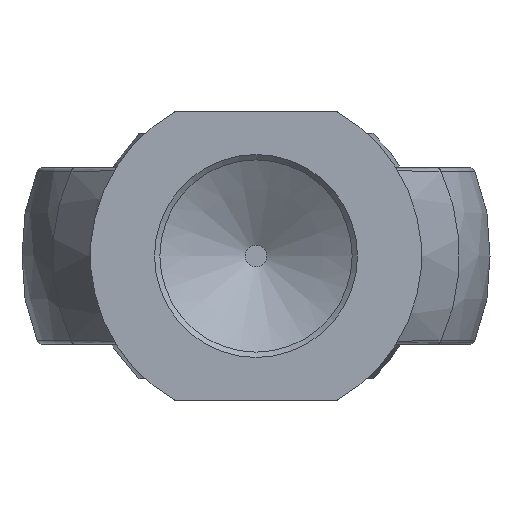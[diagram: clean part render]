
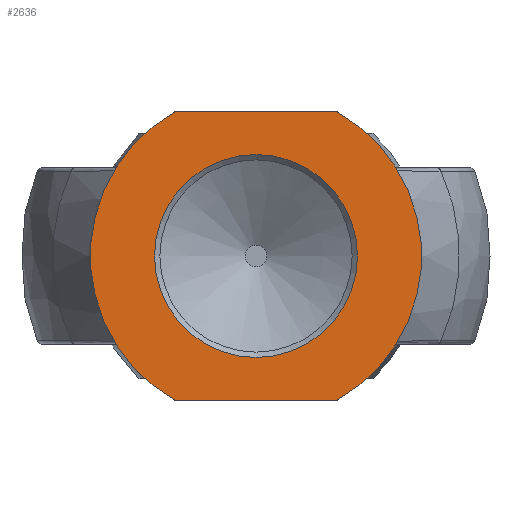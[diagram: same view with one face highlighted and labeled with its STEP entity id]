
A CAD part, front view. The second image highlights one B-rep face of the part: STEP entity #2636.
In plain terms, the highlighted planar face has unit normal (0, -1, 0).
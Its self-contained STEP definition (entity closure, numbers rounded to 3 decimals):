
#41 = CIRCLE ( 'NONE', #2043, 15.5 ) ;
#103 = ORIENTED_EDGE ( 'NONE', *, *, #465, .F. ) ;
#117 = VERTEX_POINT ( 'NONE', #522 ) ;
#137 = CARTESIAN_POINT ( 'NONE',  ( 7.563, -71., 13.5 ) ) ;
#147 = VERTEX_POINT ( 'NONE', #366 ) ;
#164 = CIRCLE ( 'NONE', #1124, 9.5 ) ;
#220 = VERTEX_POINT ( 'NONE', #620 ) ;
#221 = EDGE_CURVE ( 'NONE', #117, #117, #164, .T. ) ;
#222 = EDGE_CURVE ( 'NONE', #147, #2479, #2650, .T. ) ;
#253 = DIRECTION ( 'NONE',  ( 0., 0., -1. ) ) ;
#269 = VERTEX_POINT ( 'NONE', #2625 ) ;
#271 = CARTESIAN_POINT ( 'NONE',  ( 7.563, -71., -13.5 ) ) ;
#277 = DIRECTION ( 'NONE',  ( 0., 0., -1. ) ) ;
#298 = CIRCLE ( 'NONE', #653, 0.2 ) ;
#322 = ORIENTED_EDGE ( 'NONE', *, *, #221, .T. ) ;
#333 = ORIENTED_EDGE ( 'NONE', *, *, #626, .T. ) ;
#355 = CARTESIAN_POINT ( 'NONE',  ( 0., -71., 0. ) ) ;
#366 = CARTESIAN_POINT ( 'NONE',  ( -7.563, -71., 13.5 ) ) ;
#381 = DIRECTION ( 'NONE',  ( 0., 1., 0. ) ) ;
#465 = EDGE_CURVE ( 'NONE', #147, #1785, #1094, .T. ) ;
#478 = DIRECTION ( 'NONE',  ( 1., 0., 0. ) ) ;
#481 = DIRECTION ( 'NONE',  ( 0., -1., 0. ) ) ;
#484 = CARTESIAN_POINT ( 'NONE',  ( -7.563, -71., -13.3 ) ) ;
#491 = CARTESIAN_POINT ( 'NONE',  ( 7.563, -71., -13.3 ) ) ;
#521 = AXIS2_PLACEMENT_3D ( 'NONE', #1301, #2350, #277 ) ;
#522 = CARTESIAN_POINT ( 'NONE',  ( 0., -71., -9.5 ) ) ;
#584 = CARTESIAN_POINT ( 'NONE',  ( 7.662, -71., -13.474 ) ) ;
#596 = EDGE_CURVE ( 'NONE', #696, #220, #1701, .T. ) ;
#620 = CARTESIAN_POINT ( 'NONE',  ( 7.662, -71., 13.474 ) ) ;
#626 = EDGE_CURVE ( 'NONE', #220, #1785, #1864, .T. ) ;
#644 = CARTESIAN_POINT ( 'NONE',  ( -7.662, -71., 13.474 ) ) ;
#653 = AXIS2_PLACEMENT_3D ( 'NONE', #491, #875, #1488 ) ;
#695 = FACE_OUTER_BOUND ( 'NONE', #2249, .T. ) ;
#696 = VERTEX_POINT ( 'NONE', #584 ) ;
#773 = EDGE_CURVE ( 'NONE', #1634, #269, #1043, .T. ) ;
#776 = VERTEX_POINT ( 'NONE', #271 ) ;
#778 = AXIS2_PLACEMENT_3D ( 'NONE', #484, #1944, #1912 ) ;
#793 = CARTESIAN_POINT ( 'NONE',  ( -7.563, -71., 13.3 ) ) ;
#856 = DIRECTION ( 'NONE',  ( 0., 0., -1. ) ) ;
#875 = DIRECTION ( 'NONE',  ( 0., -1., 0. ) ) ;
#948 = FACE_BOUND ( 'NONE', #2079, .T. ) ;
#1043 = CIRCLE ( 'NONE', #778, 0.2 ) ;
#1084 = CARTESIAN_POINT ( 'NONE',  ( 0., -71., 0. ) ) ;
#1094 = LINE ( 'NONE', #2533, #2475 ) ;
#1104 = EDGE_CURVE ( 'NONE', #2479, #1634, #41, .T. ) ;
#1116 = DIRECTION ( 'NONE',  ( 0., -1., 0. ) ) ;
#1124 = AXIS2_PLACEMENT_3D ( 'NONE', #355, #381, #2034 ) ;
#1145 = DIRECTION ( 'NONE',  ( 0., 0., -1. ) ) ;
#1147 = ORIENTED_EDGE ( 'NONE', *, *, #1507, .F. ) ;
#1158 = CARTESIAN_POINT ( 'NONE',  ( 0., -71., 0. ) ) ;
#1193 = DIRECTION ( 'NONE',  ( 0., -1., 0. ) ) ;
#1216 = DIRECTION ( 'NONE',  ( -1., 0., 0. ) ) ;
#1223 = DIRECTION ( 'NONE',  ( 0., 0., -1. ) ) ;
#1252 = CARTESIAN_POINT ( 'NONE',  ( -7.662, -71., -13.474 ) ) ;
#1301 = CARTESIAN_POINT ( 'NONE',  ( 0., -71., 0. ) ) ;
#1339 = PLANE ( 'NONE',  #2050 ) ;
#1488 = DIRECTION ( 'NONE',  ( 0., 0., -1. ) ) ;
#1507 = EDGE_CURVE ( 'NONE', #776, #269, #2447, .T. ) ;
#1634 = VERTEX_POINT ( 'NONE', #1252 ) ;
#1651 = AXIS2_PLACEMENT_3D ( 'NONE', #2172, #1116, #253 ) ;
#1701 = CIRCLE ( 'NONE', #521, 15.5 ) ;
#1785 = VERTEX_POINT ( 'NONE', #137 ) ;
#1817 = ORIENTED_EDGE ( 'NONE', *, *, #2251, .T. ) ;
#1864 = CIRCLE ( 'NONE', #1651, 0.2 ) ;
#1894 = ORIENTED_EDGE ( 'NONE', *, *, #596, .T. ) ;
#1912 = DIRECTION ( 'NONE',  ( 0., 0., -1. ) ) ;
#1944 = DIRECTION ( 'NONE',  ( 0., -1., 0. ) ) ;
#1976 = ORIENTED_EDGE ( 'NONE', *, *, #222, .T. ) ;
#1988 = DIRECTION ( 'NONE',  ( 0., -1., 0. ) ) ;
#2034 = DIRECTION ( 'NONE',  ( 0., 0., -1. ) ) ;
#2043 = AXIS2_PLACEMENT_3D ( 'NONE', #1084, #481, #856 ) ;
#2050 = AXIS2_PLACEMENT_3D ( 'NONE', #1158, #1988, #1145 ) ;
#2079 = EDGE_LOOP ( 'NONE', ( #322 ) ) ;
#2172 = CARTESIAN_POINT ( 'NONE',  ( 7.563, -71., 13.3 ) ) ;
#2191 = ORIENTED_EDGE ( 'NONE', *, *, #773, .T. ) ;
#2249 = EDGE_LOOP ( 'NONE', ( #2639, #2191, #1147, #1817, #1894, #333, #103, #1976 ) ) ;
#2251 = EDGE_CURVE ( 'NONE', #776, #696, #298, .T. ) ;
#2263 = CARTESIAN_POINT ( 'NONE',  ( -22., -71., -13.5 ) ) ;
#2350 = DIRECTION ( 'NONE',  ( 0., -1., 0. ) ) ;
#2447 = LINE ( 'NONE', #2263, #2480 ) ;
#2475 = VECTOR ( 'NONE', #478, 1000. ) ;
#2479 = VERTEX_POINT ( 'NONE', #644 ) ;
#2480 = VECTOR ( 'NONE', #1216, 1000. ) ;
#2533 = CARTESIAN_POINT ( 'NONE',  ( -22., -71., 13.5 ) ) ;
#2625 = CARTESIAN_POINT ( 'NONE',  ( -7.563, -71., -13.5 ) ) ;
#2636 = ADVANCED_FACE ( 'NONE', ( #948, #695 ), #1339, .T. ) ;
#2639 = ORIENTED_EDGE ( 'NONE', *, *, #1104, .T. ) ;
#2650 = CIRCLE ( 'NONE', #2689, 0.2 ) ;
#2689 = AXIS2_PLACEMENT_3D ( 'NONE', #793, #1193, #1223 ) ;
